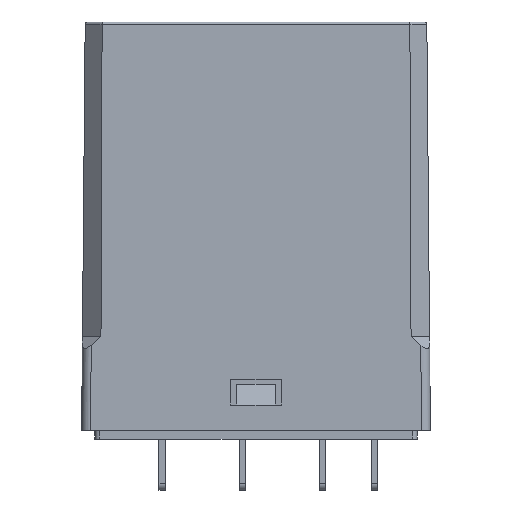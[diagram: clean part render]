
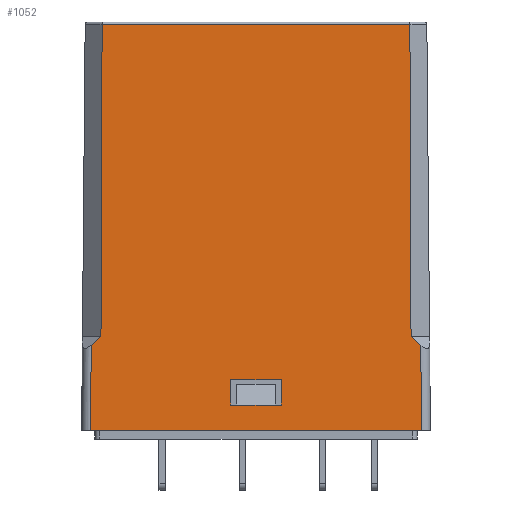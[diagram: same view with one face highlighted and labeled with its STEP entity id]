
A CAD part, front view. The second image highlights one B-rep face of the part: STEP entity #1052.
In plain terms, the highlighted planar face has unit normal (0, -1, 0.009).
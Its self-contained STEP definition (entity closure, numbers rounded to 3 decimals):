
#214 = DIRECTION ( 'NONE',  ( -1., 0., 0. ) ) ;
#218 = DIRECTION ( 'NONE',  ( 0., -0.009, -1. ) ) ;
#220 = DIRECTION ( 'NONE',  ( 0., 0.009, 1. ) ) ;
#221 = CARTESIAN_POINT ( 'NONE',  ( 0., -6.965, -12.1 ) ) ;
#222 = DIRECTION ( 'NONE',  ( -0.009, -0.009, -1. ) ) ;
#223 = CARTESIAN_POINT ( 'NONE',  ( -2., -7., -16.1 ) ) ;
#224 = CARTESIAN_POINT ( 'NONE',  ( -8.759, -6.91, -5.783 ) ) ;
#225 = DIRECTION ( 'NONE',  ( 0.762, 0.006, 0.647 ) ) ;
#226 = DIRECTION ( 'NONE',  ( 0.004, 0.009, 1. ) ) ;
#228 = CARTESIAN_POINT ( 'NONE',  ( -12.25, -7., -16.113 ) ) ;
#229 = CARTESIAN_POINT ( 'NONE',  ( 2., -7., -16.1 ) ) ;
#231 = CARTESIAN_POINT ( 'NONE',  ( -13.049, -6.999, -15.986 ) ) ;
#237 = CARTESIAN_POINT ( 'NONE',  ( 13.05, -7., -16.1 ) ) ;
#248 = CARTESIAN_POINT ( 'NONE',  ( 12.134, -6.721, 15.902 ) ) ;
#272 = CARTESIAN_POINT ( 'NONE',  ( 12.991, -6.941, -9.375 ) ) ;
#292 = CARTESIAN_POINT ( 'NONE',  ( 2., -6.965, -12.1 ) ) ;
#297 = CARTESIAN_POINT ( 'NONE',  ( 2., -6.983, -14.1 ) ) ;
#327 = CARTESIAN_POINT ( 'NONE',  ( -12.991, -6.941, -9.375 ) ) ;
#338 = CARTESIAN_POINT ( 'NONE',  ( -2., -6.983, -14.1 ) ) ;
#345 = CARTESIAN_POINT ( 'NONE',  ( -12.223, -6.936, -8.723 ) ) ;
#346 = CARTESIAN_POINT ( 'NONE',  ( -2., -6.965, -12.1 ) ) ;
#366 = CARTESIAN_POINT ( 'NONE',  ( -12.134, -6.721, 15.902 ) ) ;
#378 = CARTESIAN_POINT ( 'NONE',  ( -13.05, -7., -16.1 ) ) ;
#467 = CARTESIAN_POINT ( 'NONE',  ( 12.223, -6.936, -8.723 ) ) ;
#488 = DIRECTION ( 'NONE',  ( 0., -0.009, -1. ) ) ;
#493 = PLANE ( 'NONE',  #2569 ) ;
#495 = CARTESIAN_POINT ( 'NONE',  ( 0., -7., -16.1 ) ) ;
#499 = DIRECTION ( 'NONE',  ( 0., -1., 0.009 ) ) ;
#1052 = ADVANCED_FACE ( 'NONE', ( #2825, #2860 ), #493, .T. ) ;
#1327 = VERTEX_POINT ( 'NONE', #467 ) ;
#1516 = ORIENTED_EDGE ( 'NONE', *, *, #2036, .F. ) ;
#1517 = ORIENTED_EDGE ( 'NONE', *, *, #2037, .T. ) ;
#1571 = ORIENTED_EDGE ( 'NONE', *, *, #1909, .F. ) ;
#1576 = ORIENTED_EDGE ( 'NONE', *, *, #1910, .T. ) ;
#1688 = EDGE_LOOP ( 'NONE', ( #1855, #1852, #1710, #1886 ) ) ;
#1710 = ORIENTED_EDGE ( 'NONE', *, *, #1912, .F. ) ;
#1713 = VERTEX_POINT ( 'NONE', #378 ) ;
#1716 = VERTEX_POINT ( 'NONE', #366 ) ;
#1742 = VERTEX_POINT ( 'NONE', #346 ) ;
#1743 = VERTEX_POINT ( 'NONE', #345 ) ;
#1751 = VERTEX_POINT ( 'NONE', #338 ) ;
#1769 = VERTEX_POINT ( 'NONE', #327 ) ;
#1792 = ORIENTED_EDGE ( 'NONE', *, *, #1908, .F. ) ;
#1793 = ORIENTED_EDGE ( 'NONE', *, *, #2028, .T. ) ;
#1811 = ORIENTED_EDGE ( 'NONE', *, *, #2137, .T. ) ;
#1812 = ORIENTED_EDGE ( 'NONE', *, *, #2035, .T. ) ;
#1829 = EDGE_LOOP ( 'NONE', ( #1811, #1812, #1516, #1517, #1793, #1792, #1571, #1576 ) ) ;
#1836 = VERTEX_POINT ( 'NONE', #292 ) ;
#1849 = VERTEX_POINT ( 'NONE', #297 ) ;
#1852 = ORIENTED_EDGE ( 'NONE', *, *, #2048, .F. ) ;
#1855 = ORIENTED_EDGE ( 'NONE', *, *, #1911, .F. ) ;
#1868 = VERTEX_POINT ( 'NONE', #272 ) ;
#1886 = ORIENTED_EDGE ( 'NONE', *, *, #1913, .F. ) ;
#1890 = VERTEX_POINT ( 'NONE', #248 ) ;
#1899 = VERTEX_POINT ( 'NONE', #237 ) ;
#1908 = EDGE_CURVE ( 'NONE', #1743, #1716, #3170, .T. ) ;
#1909 = EDGE_CURVE ( 'NONE', #1769, #1743, #2752, .T. ) ;
#1910 = EDGE_CURVE ( 'NONE', #1769, #1713, #2823, .T. ) ;
#1911 = EDGE_CURVE ( 'NONE', #1849, #1836, #2818, .T. ) ;
#1912 = EDGE_CURVE ( 'NONE', #1742, #1751, #2929, .T. ) ;
#1913 = EDGE_CURVE ( 'NONE', #1836, #1742, #3177, .T. ) ;
#2028 = EDGE_CURVE ( 'NONE', #1890, #1716, #2974, .T. ) ;
#2035 = EDGE_CURVE ( 'NONE', #1899, #1868, #2727, .T. ) ;
#2036 = EDGE_CURVE ( 'NONE', #1327, #1868, #2734, .T. ) ;
#2037 = EDGE_CURVE ( 'NONE', #1327, #1890, #3127, .T. ) ;
#2048 = EDGE_CURVE ( 'NONE', #1751, #1849, #2989, .T. ) ;
#2137 = EDGE_CURVE ( 'NONE', #1713, #1899, #2702, .T. ) ;
#2569 = AXIS2_PLACEMENT_3D ( 'NONE', #495, #499, #488 ) ;
#2689 = VECTOR ( 'NONE', #3521, 1000. ) ;
#2702 = LINE ( 'NONE', #3522, #2689 ) ;
#2727 = LINE ( 'NONE', #3283, #3075 ) ;
#2734 = LINE ( 'NONE', #3201, #2740 ) ;
#2740 = VECTOR ( 'NONE', #3444, 1000. ) ;
#2752 = LINE ( 'NONE', #224, #3173 ) ;
#2818 = LINE ( 'NONE', #229, #2916 ) ;
#2823 = LINE ( 'NONE', #231, #3175 ) ;
#2825 = FACE_OUTER_BOUND ( 'NONE', #1829, .T. ) ;
#2860 = FACE_BOUND ( 'NONE', #1688, .T. ) ;
#2867 = VECTOR ( 'NONE', #3280, 1000. ) ;
#2916 = VECTOR ( 'NONE', #220, 1000. ) ;
#2925 = VECTOR ( 'NONE', #3407, 1000. ) ;
#2929 = LINE ( 'NONE', #223, #3155 ) ;
#2974 = LINE ( 'NONE', #3302, #2867 ) ;
#2989 = LINE ( 'NONE', #3494, #3029 ) ;
#3029 = VECTOR ( 'NONE', #3398, 1000. ) ;
#3075 = VECTOR ( 'NONE', #3338, 1000. ) ;
#3077 = VECTOR ( 'NONE', #214, 1000. ) ;
#3080 = VECTOR ( 'NONE', #226, 1000. ) ;
#3127 = LINE ( 'NONE', #3225, #2925 ) ;
#3155 = VECTOR ( 'NONE', #218, 1000. ) ;
#3170 = LINE ( 'NONE', #228, #3080 ) ;
#3173 = VECTOR ( 'NONE', #225, 1000. ) ;
#3175 = VECTOR ( 'NONE', #222, 1000. ) ;
#3177 = LINE ( 'NONE', #221, #3077 ) ;
#3201 = CARTESIAN_POINT ( 'NONE',  ( 12.277, -6.936, -8.769 ) ) ;
#3225 = CARTESIAN_POINT ( 'NONE',  ( 12.25, -7., -16.056 ) ) ;
#3280 = DIRECTION ( 'NONE',  ( -1., 0., 0. ) ) ;
#3283 = CARTESIAN_POINT ( 'NONE',  ( 13.049, -6.999, -15.986 ) ) ;
#3302 = CARTESIAN_POINT ( 'NONE',  ( 0., -6.721, 15.902 ) ) ;
#3338 = DIRECTION ( 'NONE',  ( -0.009, 0.009, 1. ) ) ;
#3398 = DIRECTION ( 'NONE',  ( 1., 0., 0. ) ) ;
#3407 = DIRECTION ( 'NONE',  ( -0.004, 0.009, 1. ) ) ;
#3444 = DIRECTION ( 'NONE',  ( 0.762, -0.006, -0.647 ) ) ;
#3494 = CARTESIAN_POINT ( 'NONE',  ( 0., -6.983, -14.1 ) ) ;
#3521 = DIRECTION ( 'NONE',  ( 1., 0., 0. ) ) ;
#3522 = CARTESIAN_POINT ( 'NONE',  ( 0., -7., -16.1 ) ) ;
